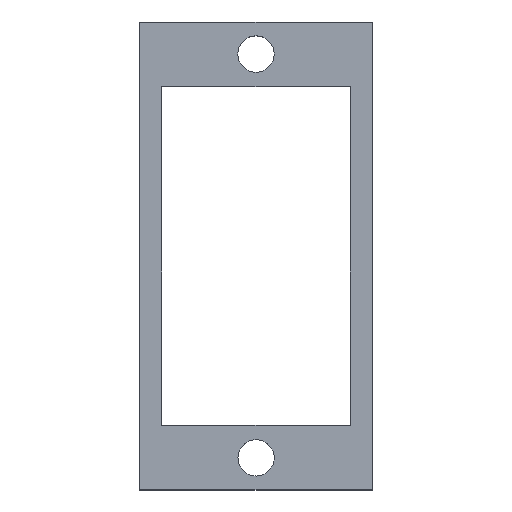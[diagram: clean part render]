
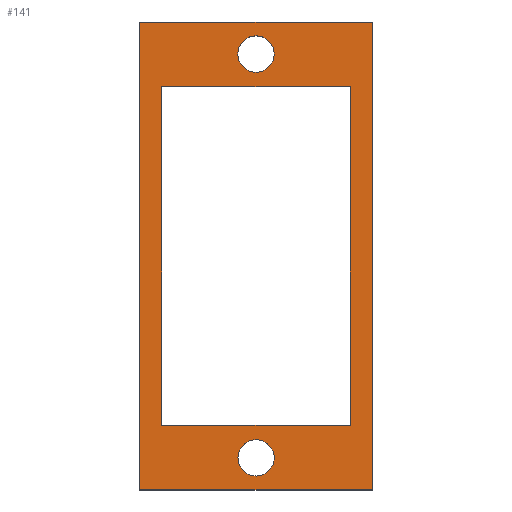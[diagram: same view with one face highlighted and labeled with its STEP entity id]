
A CAD part, top view. The second image highlights one B-rep face of the part: STEP entity #141.
In plain terms, the highlighted planar face has unit normal (0, 0, 1).
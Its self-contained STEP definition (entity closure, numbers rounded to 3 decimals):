
#21 = EDGE_CURVE('',#22,#24,#26,.T.);
#22 = VERTEX_POINT('',#23);
#23 = CARTESIAN_POINT('',(8.,30.245,-4.5));
#24 = VERTEX_POINT('',#25);
#25 = CARTESIAN_POINT('',(-8.,30.245,-4.5));
#26 = LINE('',#27,#28);
#27 = CARTESIAN_POINT('',(-5.517,30.245,-4.5));
#28 = VECTOR('',#29,1.);
#29 = DIRECTION('',(-1.,0.,0.));
#61 = EDGE_CURVE('',#22,#62,#64,.T.);
#62 = VERTEX_POINT('',#63);
#63 = CARTESIAN_POINT('',(8.,-1.965,-4.5));
#64 = LINE('',#65,#66);
#65 = CARTESIAN_POINT('',(8.,-1.96,-4.5));
#66 = VECTOR('',#67,1.);
#67 = DIRECTION('',(0.,-1.,0.));
#92 = EDGE_CURVE('',#93,#24,#95,.T.);
#93 = VERTEX_POINT('',#94);
#94 = CARTESIAN_POINT('',(-8.,-1.965,-4.5));
#95 = LINE('',#96,#97);
#96 = CARTESIAN_POINT('',(-8.,30.24,-4.5));
#97 = VECTOR('',#98,1.);
#98 = DIRECTION('',(0.,1.,0.));
#123 = EDGE_CURVE('',#93,#62,#124,.T.);
#124 = LINE('',#125,#126);
#125 = CARTESIAN_POINT('',(2.483,-1.965,-4.5));
#126 = VECTOR('',#127,1.);
#127 = DIRECTION('',(1.,0.,0.));
#141 = ADVANCED_FACE('',(#142,#148,#182,#193),#204,.T.);
#142 = FACE_BOUND('',#143,.T.);
#143 = EDGE_LOOP('',(#144,#145,#146,#147));
#144 = ORIENTED_EDGE('',*,*,#21,.T.);
#145 = ORIENTED_EDGE('',*,*,#92,.F.);
#146 = ORIENTED_EDGE('',*,*,#123,.T.);
#147 = ORIENTED_EDGE('',*,*,#61,.F.);
#148 = FACE_BOUND('',#149,.T.);
#149 = EDGE_LOOP('',(#150,#160,#168,#176));
#150 = ORIENTED_EDGE('',*,*,#151,.T.);
#151 = EDGE_CURVE('',#152,#154,#156,.T.);
#152 = VERTEX_POINT('',#153);
#153 = CARTESIAN_POINT('',(6.5,2.49,-4.5));
#154 = VERTEX_POINT('',#155);
#155 = CARTESIAN_POINT('',(-6.5,2.49,-4.5));
#156 = LINE('',#157,#158);
#157 = CARTESIAN_POINT('',(1.74,2.49,-4.5));
#158 = VECTOR('',#159,1.);
#159 = DIRECTION('',(-1.,0.,0.));
#160 = ORIENTED_EDGE('',*,*,#161,.F.);
#161 = EDGE_CURVE('',#162,#154,#164,.T.);
#162 = VERTEX_POINT('',#163);
#163 = CARTESIAN_POINT('',(-6.5,25.79,-4.5));
#164 = LINE('',#165,#166);
#165 = CARTESIAN_POINT('',(-6.5,2.04,-4.5));
#166 = VECTOR('',#167,1.);
#167 = DIRECTION('',(0.,-1.,0.));
#168 = ORIENTED_EDGE('',*,*,#169,.F.);
#169 = EDGE_CURVE('',#170,#162,#172,.T.);
#170 = VERTEX_POINT('',#171);
#171 = CARTESIAN_POINT('',(6.5,25.79,-4.5));
#172 = LINE('',#173,#174);
#173 = CARTESIAN_POINT('',(-4.917,25.79,-4.5));
#174 = VECTOR('',#175,1.);
#175 = DIRECTION('',(-1.,0.,0.));
#176 = ORIENTED_EDGE('',*,*,#177,.F.);
#177 = EDGE_CURVE('',#152,#170,#178,.T.);
#178 = LINE('',#179,#180);
#179 = CARTESIAN_POINT('',(6.5,26.24,-4.5));
#180 = VECTOR('',#181,1.);
#181 = DIRECTION('',(0.,1.,0.));
#182 = FACE_BOUND('',#183,.T.);
#183 = EDGE_LOOP('',(#184));
#184 = ORIENTED_EDGE('',*,*,#185,.T.);
#185 = EDGE_CURVE('',#186,#186,#188,.T.);
#186 = VERTEX_POINT('',#187);
#187 = CARTESIAN_POINT('',(1.255,0.242,-4.5));
#188 = CIRCLE('',#189,1.25);
#189 = AXIS2_PLACEMENT_3D('',#190,#191,#192);
#190 = CARTESIAN_POINT('',(0.005,0.242,-4.5));
#191 = DIRECTION('',(0.,0.,-1.));
#192 = DIRECTION('',(1.,0.,0.));
#193 = FACE_BOUND('',#194,.T.);
#194 = EDGE_LOOP('',(#195));
#195 = ORIENTED_EDGE('',*,*,#196,.T.);
#196 = EDGE_CURVE('',#197,#197,#199,.T.);
#197 = VERTEX_POINT('',#198);
#198 = CARTESIAN_POINT('',(1.25,28.04,-4.5));
#199 = CIRCLE('',#200,1.25);
#200 = AXIS2_PLACEMENT_3D('',#201,#202,#203);
#201 = CARTESIAN_POINT('',(0.,28.04,-4.5));
#202 = DIRECTION('',(0.,0.,-1.));
#203 = DIRECTION('',(1.,0.,0.));
#204 = PLANE('',#205);
#205 = AXIS2_PLACEMENT_3D('',#206,#207,#208);
#206 = CARTESIAN_POINT('',(0.,14.14,-4.5));
#207 = DIRECTION('',(0.,0.,1.));
#208 = DIRECTION('',(1.,0.,-0.));
